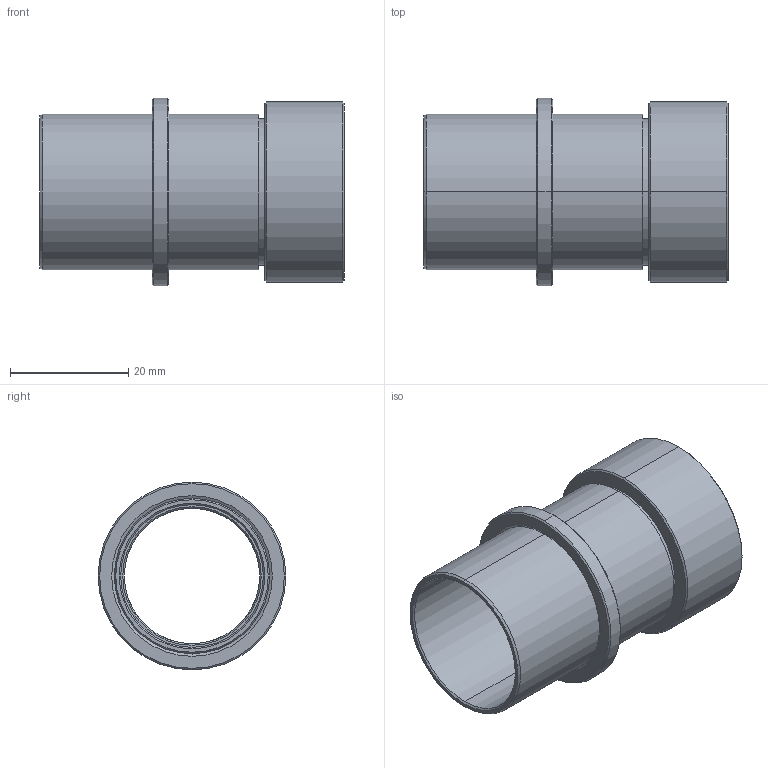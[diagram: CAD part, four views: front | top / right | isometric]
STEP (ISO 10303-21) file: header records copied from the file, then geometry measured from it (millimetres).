
FILE_DESCRIPTION (( 'STEP AP214' ), '1' );
FILE_NAME ('TTN092805-E0W.STEP', '2016-02-10T19:36:11', ( 'admin' ), ( '' ), 'SwSTEP 2.0', 'SolidWorks 2014', '' );
FILE_SCHEMA (( 'AUTOMOTIVE_DESIGN' ));
Length unit declared in the file: millimetre
Products named in the file (1): TTN092805-E0W
Bounding box: 51.56 x 31.75 x 31.75 mm (x, y, z)
Volume: 6636.3 mm3; surface area: 10616.2 mm2
Topology: 3 solids, 3 shells, 310 faces, 816 edges, 536 vertices
Faces by surface type: bspline 144, plane 118, cone 28, cylinder 20
Entity records: 15514 total; most frequent: CARTESIAN_POINT 5323, ORIENTED_EDGE 1632, DIRECTION 930, EDGE_CURVE 816, VERTEX_POINT 536, LINE 444, VECTOR 444, EDGE_LOOP 340
